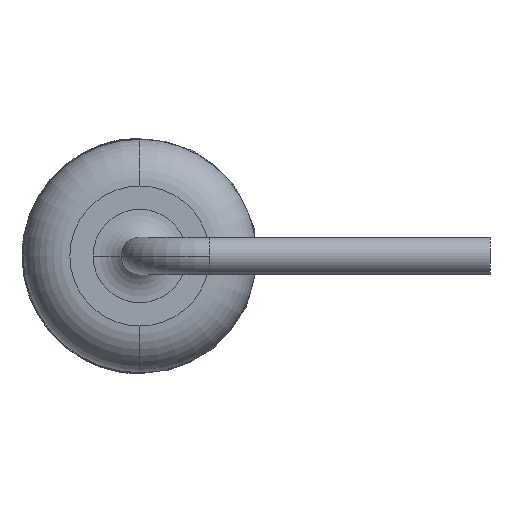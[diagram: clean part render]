
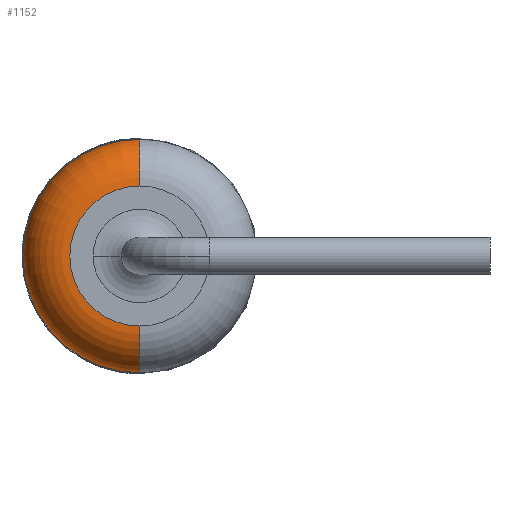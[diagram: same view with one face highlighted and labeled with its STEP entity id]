
A CAD part, left-side view. The second image highlights one B-rep face of the part: STEP entity #1152.
In plain terms, the highlighted toroidal (fillet/blend) face has major radius 1.5 mm and minor radius 1 mm.
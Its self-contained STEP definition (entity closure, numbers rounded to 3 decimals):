
#56 = TOROIDAL_SURFACE ( 'NONE', #1464, 1.5, 1. ) ;
#60 = VERTEX_POINT ( 'NONE', #1123 ) ;
#129 = DIRECTION ( 'NONE',  ( 0., 1., 0. ) ) ;
#216 = CIRCLE ( 'NONE', #564, 1. ) ;
#319 = EDGE_LOOP ( 'NONE', ( #1838, #1595, #1413, #2110 ) ) ;
#432 = FACE_OUTER_BOUND ( 'NONE', #319, .T. ) ;
#449 = DIRECTION ( 'NONE',  ( 0., 0., -1. ) ) ;
#480 = DIRECTION ( 'NONE',  ( 1., 0., 0. ) ) ;
#564 = AXIS2_PLACEMENT_3D ( 'NONE', #2551, #675, #1151 ) ;
#581 = CIRCLE ( 'NONE', #1251, 1.5 ) ;
#606 = CARTESIAN_POINT ( 'NONE',  ( -6.5, 0., 1.5 ) ) ;
#653 = DIRECTION ( 'NONE',  ( -1., 0., 0. ) ) ;
#675 = DIRECTION ( 'NONE',  ( 0., -1., 0. ) ) ;
#890 = VERTEX_POINT ( 'NONE', #1993 ) ;
#984 = EDGE_CURVE ( 'NONE', #1081, #2331, #2256, .T. ) ;
#1014 = EDGE_CURVE ( 'NONE', #890, #1081, #216, .T. ) ;
#1081 = VERTEX_POINT ( 'NONE', #2260 ) ;
#1123 = CARTESIAN_POINT ( 'NONE',  ( -7.5, 0., 1.5 ) ) ;
#1151 = DIRECTION ( 'NONE',  ( 0., 0., -1. ) ) ;
#1152 = ADVANCED_FACE ( 'NONE', ( #432 ), #56, .T. ) ;
#1246 = DIRECTION ( 'NONE',  ( 0., 0., -1. ) ) ;
#1251 = AXIS2_PLACEMENT_3D ( 'NONE', #2334, #653, #449 ) ;
#1317 = AXIS2_PLACEMENT_3D ( 'NONE', #2351, #480, #1904 ) ;
#1413 = ORIENTED_EDGE ( 'NONE', *, *, #984, .F. ) ;
#1464 = AXIS2_PLACEMENT_3D ( 'NONE', #2541, #2556, #1246 ) ;
#1535 = EDGE_CURVE ( 'NONE', #60, #890, #581, .T. ) ;
#1595 = ORIENTED_EDGE ( 'NONE', *, *, #2071, .T. ) ;
#1675 = CARTESIAN_POINT ( 'NONE',  ( -6.5, 0., 2.5 ) ) ;
#1801 = AXIS2_PLACEMENT_3D ( 'NONE', #606, #129, #2057 ) ;
#1838 = ORIENTED_EDGE ( 'NONE', *, *, #1535, .F. ) ;
#1904 = DIRECTION ( 'NONE',  ( 0., 0., -1. ) ) ;
#1993 = CARTESIAN_POINT ( 'NONE',  ( -7.5, 0., -1.5 ) ) ;
#2057 = DIRECTION ( 'NONE',  ( 0., 0., 1. ) ) ;
#2071 = EDGE_CURVE ( 'NONE', #60, #2331, #2413, .T. ) ;
#2110 = ORIENTED_EDGE ( 'NONE', *, *, #1014, .F. ) ;
#2256 = CIRCLE ( 'NONE', #1317, 2.5 ) ;
#2260 = CARTESIAN_POINT ( 'NONE',  ( -6.5, 0., -2.5 ) ) ;
#2331 = VERTEX_POINT ( 'NONE', #1675 ) ;
#2334 = CARTESIAN_POINT ( 'NONE',  ( -7.5, 0., 0. ) ) ;
#2351 = CARTESIAN_POINT ( 'NONE',  ( -6.5, 0., 0. ) ) ;
#2413 = CIRCLE ( 'NONE', #1801, 1. ) ;
#2541 = CARTESIAN_POINT ( 'NONE',  ( -6.5, 0., 0. ) ) ;
#2551 = CARTESIAN_POINT ( 'NONE',  ( -6.5, 0., -1.5 ) ) ;
#2556 = DIRECTION ( 'NONE',  ( 1., 0., 0. ) ) ;
